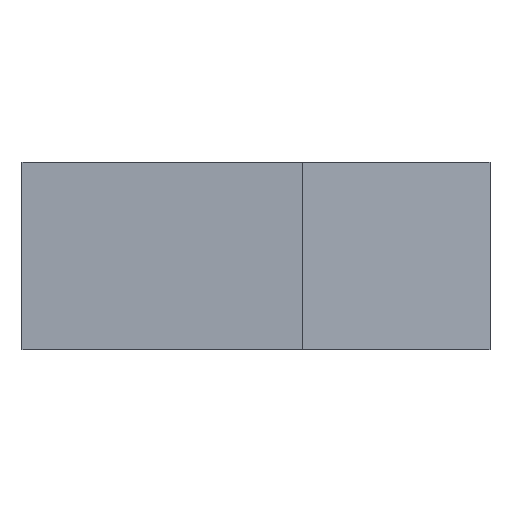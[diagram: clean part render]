
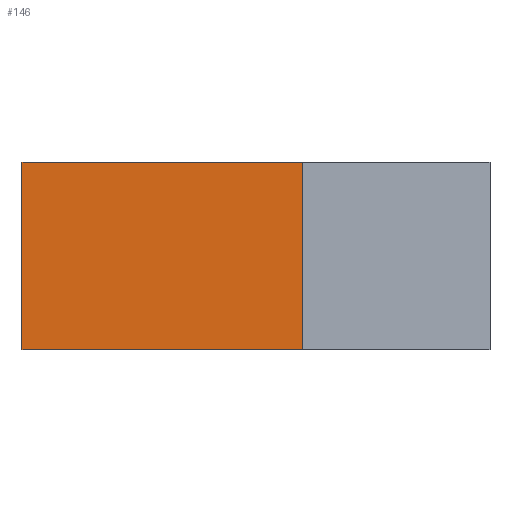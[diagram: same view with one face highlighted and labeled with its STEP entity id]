
A CAD part, front view. The second image highlights one B-rep face of the part: STEP entity #146.
In plain terms, the highlighted planar face has unit normal (0, -1, 0).
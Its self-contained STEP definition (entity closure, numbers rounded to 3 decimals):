
#20=FACE_OUTER_BOUND('',#28,.T.);
#28=EDGE_LOOP('',(#119,#120,#121,#122));
#32=LINE('',#219,#50);
#38=LINE('',#231,#56);
#46=LINE('',#247,#64);
#47=LINE('',#248,#65);
#50=VECTOR('',#182,10.);
#56=VECTOR('',#192,10.);
#64=VECTOR('',#206,10.);
#65=VECTOR('',#207,10.);
#68=VERTEX_POINT('',#216);
#69=VERTEX_POINT('',#218);
#73=VERTEX_POINT('',#230);
#78=VERTEX_POINT('',#246);
#80=EDGE_CURVE('',#68,#69,#32,.T.);
#86=EDGE_CURVE('',#69,#73,#38,.T.);
#94=EDGE_CURVE('',#68,#78,#46,.T.);
#95=EDGE_CURVE('',#73,#78,#47,.T.);
#119=ORIENTED_EDGE('',*,*,#80,.F.);
#120=ORIENTED_EDGE('',*,*,#94,.T.);
#121=ORIENTED_EDGE('',*,*,#95,.F.);
#122=ORIENTED_EDGE('',*,*,#86,.F.);
#138=PLANE('',#174);
#146=ADVANCED_FACE('',(#20),#138,.T.);
#174=AXIS2_PLACEMENT_3D('',#245,#204,#205);
#182=DIRECTION('',(0.,0.,-1.));
#192=DIRECTION('',(-1.,0.,0.));
#204=DIRECTION('center_axis',(0.,-1.,0.));
#205=DIRECTION('ref_axis',(0.,0.,-1.));
#206=DIRECTION('',(-1.,0.,0.));
#207=DIRECTION('',(0.,0.,1.));
#216=CARTESIAN_POINT('',(2.5,-325.,10.));
#218=CARTESIAN_POINT('',(2.5,-325.,0.));
#219=CARTESIAN_POINT('',(2.5,-325.,0.));
#230=CARTESIAN_POINT('',(-12.5,-325.,0.));
#231=CARTESIAN_POINT('',(12.5,-325.,0.));
#245=CARTESIAN_POINT('Origin',(12.5,-325.,0.));
#246=CARTESIAN_POINT('',(-12.5,-325.,10.));
#247=CARTESIAN_POINT('',(12.5,-325.,10.));
#248=CARTESIAN_POINT('',(-12.5,-325.,0.));
